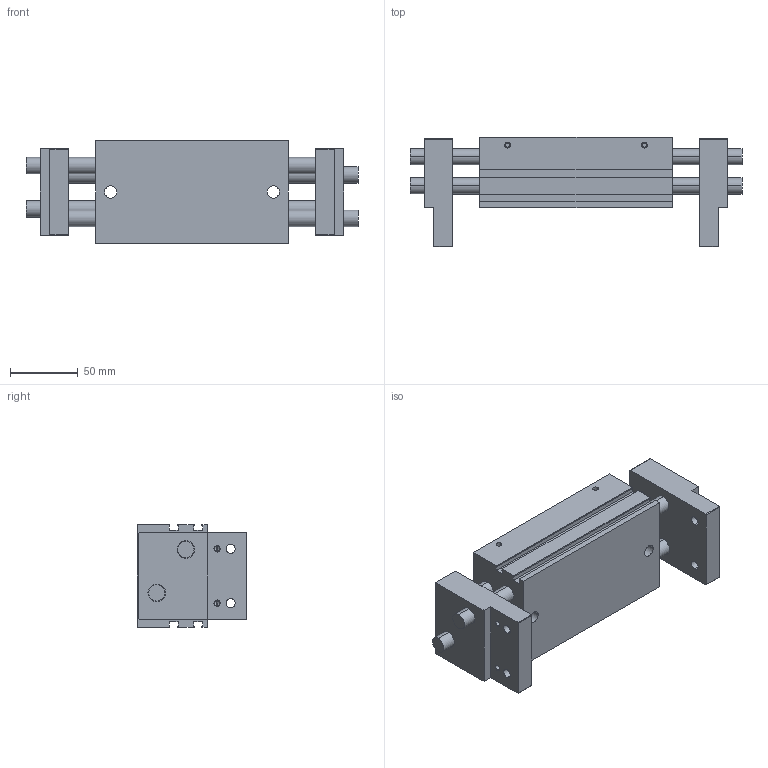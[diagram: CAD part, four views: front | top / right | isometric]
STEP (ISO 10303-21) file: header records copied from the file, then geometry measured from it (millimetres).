
FILE_DESCRIPTION (( 'STEP AP203' ), '1' );
FILE_NAME ('PLE-25 C 50+50.STEP', '2007-03-17T10:16:58', ( 'Utente' ), ( '' ), 'SwSTEP 2.0', 'SolidWorks 2004231', '' );
FILE_SCHEMA (( 'CONFIG_CONTROL_DESIGN' ));
Length unit declared in the file: millimetre
Products named in the file (3): PLE-25 C 50+50; Corpo PLE-25; Griffa
Assembly tree (3 placements, depth 2):
  PLE-25 C 50+50
    Griffa  x2
    Corpo PLE-25
Bounding box: 245 x 81 x 76 mm (x, y, z)
Volume: 740470.1 mm3; surface area: 144783.1 mm2
Topology: 3 solids, 3 shells, 198 faces, 510 edges, 311 vertices
Faces by surface type: cylinder 79, plane 75, cone 44
Entity records: 5261 total; most frequent: CARTESIAN_POINT 976, DIRECTION 848, ORIENTED_EDGE 796, EDGE_CURVE 398, AXIS2_PLACEMENT_3D 299, VERTEX_POINT 253, LINE 250, VECTOR 250
